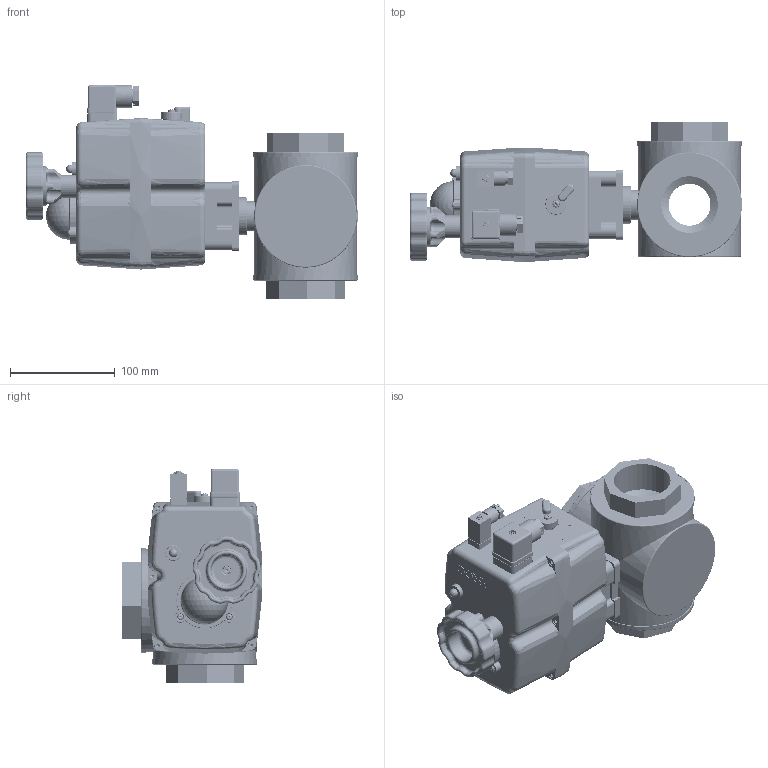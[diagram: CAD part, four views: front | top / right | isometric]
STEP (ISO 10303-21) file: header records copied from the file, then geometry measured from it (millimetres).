
FILE_DESCRIPTION (( 'STEP AP214' ), '1' );
FILE_NAME ('KL103-KT103-3-Wege-Kugelhahn-2-Zoll-PN63-S55-Elektrischer-Schwenkantrieb-24V-240V-Fergo.STEP', '2023-08-11T08:15:31', ( '' ), ( '' ), 'SwSTEP 2.0', 'SolidWorks 2022', '' );
FILE_SCHEMA (( 'AUTOMOTIVE_DESIGN' ));
Length unit declared in the file: millimetre
Products named in the file (3): KL103-KT103-3-Wege-Kugelhahn-2-Zoll-PN63-FW_Standard; KL103-KT103-3-Wege-Kugelhahn-2-Zoll-PN63-S55-Elektrischer-Schwenkantrieb-24V-240V-Fergo; J&J S-55
Assembly tree (2 placements, depth 2):
  KL103-KT103-3-Wege-Kugelhahn-2-Zoll-PN63-S55-Elektrischer-Schwenkantrieb-24V-240V-Fergo
    KL103-KT103-3-Wege-Kugelhahn-2-Zoll-PN63-FW_Standard
    J&J S-55
Bounding box: 316.49 x 132.98 x 204.4 mm (x, y, z)
Volume: 506807 mm3; surface area: 445255.4 mm2
Topology: 51 solids, 52 shells, 4843 faces, 11942 edges, 7305 vertices
Faces by surface type: cylinder 1571, plane 1176, cone 1093, torus 567, bspline 314, sphere 122
Entity records: 208295 total; most frequent: CARTESIAN_POINT 66101, DIRECTION 25404, ORIENTED_EDGE 23642, EDGE_CURVE 11822, AXIS2_PLACEMENT_3D 10267, VERTEX_POINT 7299, CIRCLE 5732, EDGE_LOOP 5222
